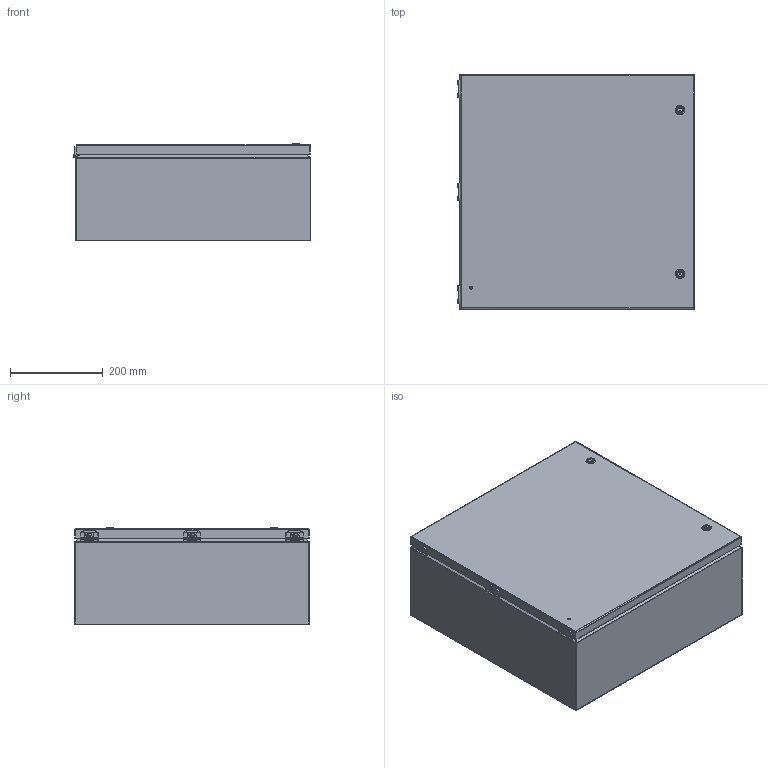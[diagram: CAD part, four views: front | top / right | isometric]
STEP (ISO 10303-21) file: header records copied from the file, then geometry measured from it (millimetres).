
FILE_DESCRIPTION (( 'STEP AP214' ), '1' );
FILE_NAME ('SCE-20208ELJ.STEP', '2023-03-21T14:56:11', ( '' ), ( '' ), 'SwSTEP 2.0', 'SolidWorks 2021', '' );
FILE_SCHEMA (( 'AUTOMOTIVE_DESIGN' ));
Length unit declared in the file: inch
Products named in the file (1): SCE-20208ELJ
Bounding box: 513.6 x 508 x 210.6 mm (x, y, z)
Volume: 1933414.1 mm3; surface area: 2426752.7 mm2
Topology: 36 solids, 36 shells, 2042 faces, 5070 edges, 2967 vertices
Faces by surface type: bspline 662, plane 647, cylinder 585, torus 89, sphere 32, cone 27
Full cylindrical faces by diameter (mm): 0.508 x3, 2.54 x3, 3.962 x3, 4.013 x6, 4.318 x3, 4.775 x9, 4.826 x2, 5.08 x2, 5.537 x2, 6.058 x2, 6.35 x12, 6.463 x2, 6.502 x1, 6.604 x3, 6.824 x2, 7.167 x2, 7.216 x8, 7.874 x2, 8.28 x2, 8.89 x2, 9.474 x8, 10.922 x2, 11.684 x2, 12.065 x2, 12.17 x3, 16.002 x2, 20.018 x2
Entity records: 102019 total; most frequent: CARTESIAN_POINT 61748, ORIENTED_EDGE 9400, DIRECTION 6049, EDGE_CURVE 4700, VERTEX_POINT 2918, AXIS2_PLACEMENT_3D 2328, EDGE_LOOP 2304, FACE_OUTER_BOUND 2170
